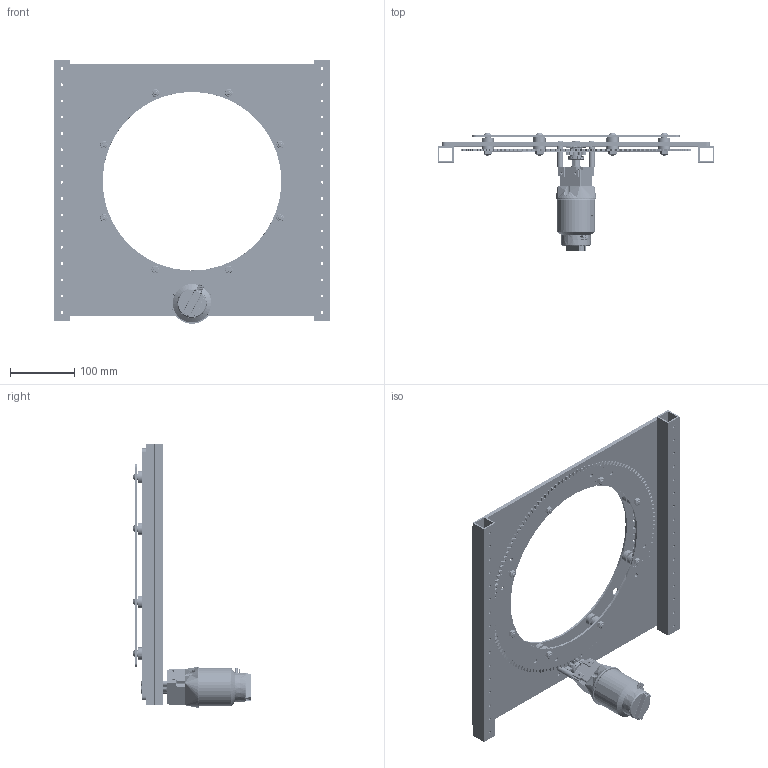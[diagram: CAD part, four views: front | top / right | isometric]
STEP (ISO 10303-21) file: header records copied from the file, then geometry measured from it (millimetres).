
FILE_DESCRIPTION (( 'STEP AP214' ), '1' );
FILE_NAME ('WCP-0497.step', '2022-01-10T17:21:21', ( '' ), ( '' ), 'SwSTEP 2.0', 'SolidWorks 2020', '' );
FILE_SCHEMA (( 'AUTOMOTIVE_DESIGN' ));
Length unit declared in the file: inch
Products named in the file (19): 217-4018_VersaPlanetary_CIM_Adapter; 217-6515_Falcon_500_Falcon Medium Shaft<As Machined>; 10-32 BHCS - No Thread_1.750; NFS-0024_250-20_thin_locknut_90566A029; 91255A544_Button Head Hex Drive Screw; 217-4006_0_500_flanged_thunderhex_bearing; v2_versa_planetary_1_stage_no_motor; WCP-0497-002 Rev1; WCP-0497-003 Rev3_Default<As Machined>; WCP-0497-004 Rev1; WCP-0212_0_250_radial_bearing; WCP-0497-005 Rev1; WCP-0222 Rev1; WCP-0198 Rev1; WCP-0497; WCP-0497-001 Rev1; 10T Steel Spur Gear (10 DP, 1_2 Hex) (217-8036); WCP-0497-006 Rev1; 217-2737_500_hex_collar
Assembly tree (75 placements, depth 2):
  WCP-0497
    WCP-0497-001 Rev1
    WCP-0497-004 Rev1
    WCP-0497-002 Rev1
    WCP-0497-003 Rev3_Default<As Machined>  x4
    WCP-0497-006 Rev1  x2
    WCP-0212_0_250_radial_bearing  x16
    217-4006_0_500_flanged_thunderhex_bearing
    WCP-0222 Rev1  x2
    WCP-0198 Rev1  x16
    91255A544_Button Head Hex Drive Screw  x8
    10-32 BHCS - No Thread_1.750  x2
    NFS-0024_250-20_thin_locknut_90566A029  x8
    10T Steel Spur Gear (10 DP, 1_2 Hex) (217-8036)
    217-2737_500_hex_collar
    v2_versa_planetary_1_stage_no_motor
    217-4018_VersaPlanetary_CIM_Adapter
    217-6515_Falcon_500_Falcon Medium Shaft<As Machined>
    WCP-0497-005 Rev1  x8
Bounding box: 431.8 x 184.25 x 411.4 mm (x, y, z)
Volume: 1285648.1 mm3; surface area: 823310.8 mm2
Topology: 117 solids, 117 shells, 5991 faces, 16007 edges, 10307 vertices
Faces by surface type: cylinder 2730, plane 1316, bspline 1087, cone 672, torus 94, sphere 92
Entity records: 229726 total; most frequent: CARTESIAN_POINT 125659, ORIENTED_EDGE 18642, DIRECTION 15790, EDGE_CURVE 9321, AXIS2_PLACEMENT_3D 6297, VERTEX_POINT 5996, EDGE_LOOP 4093, CIRCLE 3504
